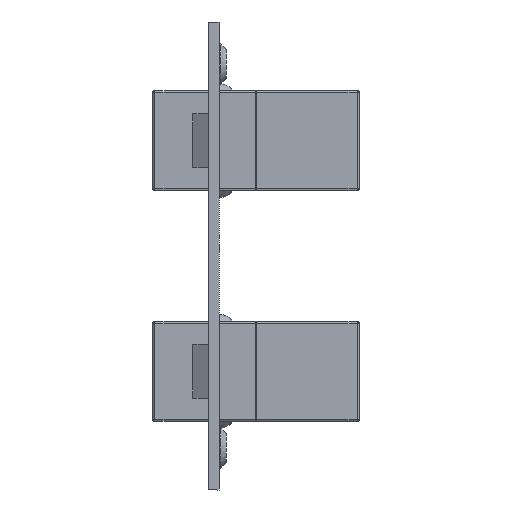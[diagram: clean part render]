
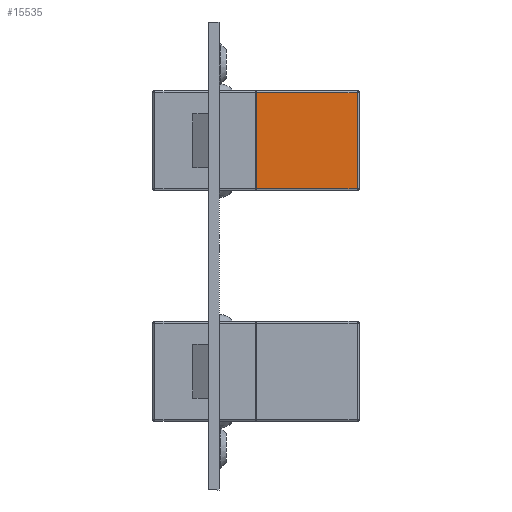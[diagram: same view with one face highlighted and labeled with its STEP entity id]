
A CAD part, front view. The second image highlights one B-rep face of the part: STEP entity #15535.
In plain terms, the highlighted face is planar.
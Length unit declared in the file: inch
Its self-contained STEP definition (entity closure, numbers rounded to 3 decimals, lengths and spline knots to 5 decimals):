
#1235 = FACE_OUTER_BOUND ( 'NONE', #7032, .T. ) ;
#1309 = ORIENTED_EDGE ( 'NONE', *, *, #7785, .T. ) ;
#1335 = CARTESIAN_POINT ( 'NONE',  ( -0.2874, 0.59055, -0.31693 ) ) ;
#1392 = AXIS2_PLACEMENT_3D ( 'NONE', #1335, #13357, #3052 ) ;
#1975 = CARTESIAN_POINT ( 'NONE',  ( -0.27559, 0.59055, -0.31693 ) ) ;
#2385 = CARTESIAN_POINT ( 'NONE',  ( -0.2874, -0.00197, -0.31693 ) ) ;
#3052 = DIRECTION ( 'NONE',  ( 1., 0., 0. ) ) ;
#3327 = ORIENTED_EDGE ( 'NONE', *, *, #11320, .T. ) ;
#3512 = DIRECTION ( 'NONE',  ( 0., -1., 0. ) ) ;
#3890 = VECTOR ( 'NONE', #3512, 39.37008 ) ;
#6615 = ORIENTED_EDGE ( 'NONE', *, *, #19301, .T. ) ;
#7032 = EDGE_LOOP ( 'NONE', ( #13990, #3327, #1309, #6615 ) ) ;
#7056 = CARTESIAN_POINT ( 'NONE',  ( -0.2874, -0.57874, -0.31693 ) ) ;
#7785 = EDGE_CURVE ( 'NONE', #22127, #8635, #11297, .T. ) ;
#8610 = CARTESIAN_POINT ( 'NONE',  ( 0.27559, 0.59055, -0.31693 ) ) ;
#8635 = VERTEX_POINT ( 'NONE', #9277 ) ;
#9004 = LINE ( 'NONE', #8610, #3890 ) ;
#9277 = CARTESIAN_POINT ( 'NONE',  ( -0.27559, -0.57874, -0.31693 ) ) ;
#10366 = VECTOR ( 'NONE', #14016, 39.37008 ) ;
#10557 = CARTESIAN_POINT ( 'NONE',  ( -0.27559, -0.00197, -0.31693 ) ) ;
#11297 = LINE ( 'NONE', #7056, #22150 ) ;
#11320 = EDGE_CURVE ( 'NONE', #11610, #22127, #9004, .T. ) ;
#11610 = VERTEX_POINT ( 'NONE', #18069 ) ;
#13357 = DIRECTION ( 'NONE',  ( 0., 0., 1. ) ) ;
#13990 = ORIENTED_EDGE ( 'NONE', *, *, #14703, .F. ) ;
#14016 = DIRECTION ( 'NONE',  ( 0., 1., 0. ) ) ;
#14377 = DIRECTION ( 'NONE',  ( -1., 0., 0. ) ) ;
#14703 = EDGE_CURVE ( 'NONE', #11610, #19345, #21822, .T. ) ;
#14916 = LINE ( 'NONE', #1975, #10366 ) ;
#15535 = ADVANCED_FACE ( 'NONE', ( #1235 ), #20273, .F. ) ;
#18069 = CARTESIAN_POINT ( 'NONE',  ( 0.27559, -0.00197, -0.31693 ) ) ;
#19301 = EDGE_CURVE ( 'NONE', #8635, #19345, #14916, .T. ) ;
#19345 = VERTEX_POINT ( 'NONE', #10557 ) ;
#20273 = PLANE ( 'NONE',  #1392 ) ;
#20887 = DIRECTION ( 'NONE',  ( -1., 0., 0. ) ) ;
#21822 = LINE ( 'NONE', #2385, #22366 ) ;
#22099 = CARTESIAN_POINT ( 'NONE',  ( 0.27559, -0.57874, -0.31693 ) ) ;
#22127 = VERTEX_POINT ( 'NONE', #22099 ) ;
#22150 = VECTOR ( 'NONE', #20887, 39.37008 ) ;
#22366 = VECTOR ( 'NONE', #14377, 39.37008 ) ;
